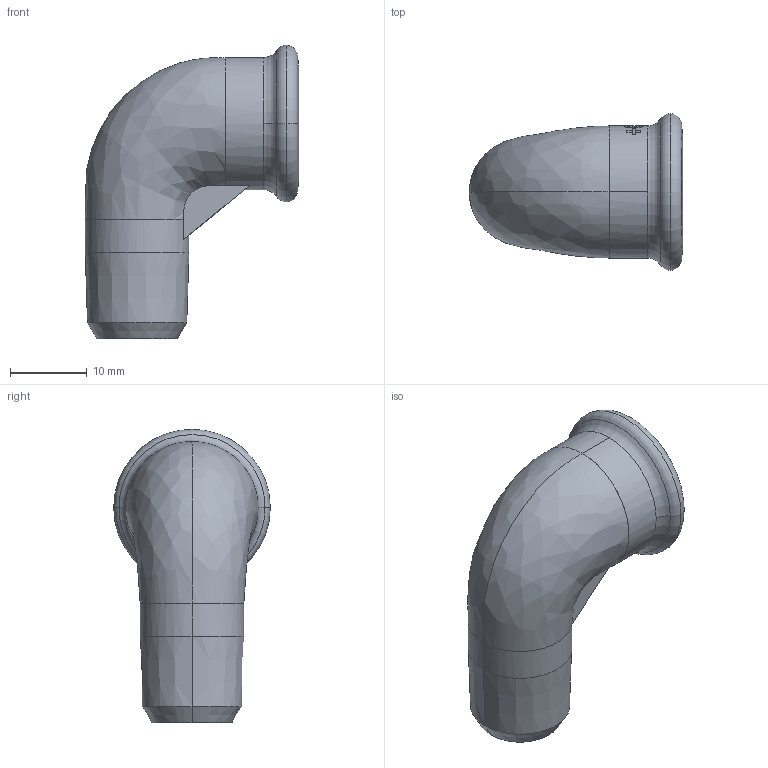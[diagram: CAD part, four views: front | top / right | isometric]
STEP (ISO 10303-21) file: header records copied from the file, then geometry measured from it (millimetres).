
FILE_DESCRIPTION((''),'2;1');
FILE_NAME('1002_Bogen_90.stp','2011-10-05T08:19:36',('pascalzweiacker'),(''),'Autodesk Inventor 2012','Autodesk Inventor 2012','');
FILE_SCHEMA(('AUTOMOTIVE_DESIGN { 1 0 10303 214 1 1 1 1 }'));
Length unit declared in the file: millimetre
Products named in the file (1): 1002_Bogen_90
Bounding box: 27.81 x 20.4 x 38.2 mm (x, y, z)
Volume: 7171.7 mm3; surface area: 2983.2 mm2
Topology: 1 solids, 1 shells, 104 faces, 257 edges, 159 vertices
Faces by surface type: plane 77, cylinder 11, cone 8, torus 6, bspline 2
Entity records: 3558 total; most frequent: CARTESIAN_POINT 1065, DIRECTION 527, ORIENTED_EDGE 514, EDGE_CURVE 257, AXIS2_PLACEMENT_3D 202, VERTEX_POINT 159, VECTOR 123, LINE 123
